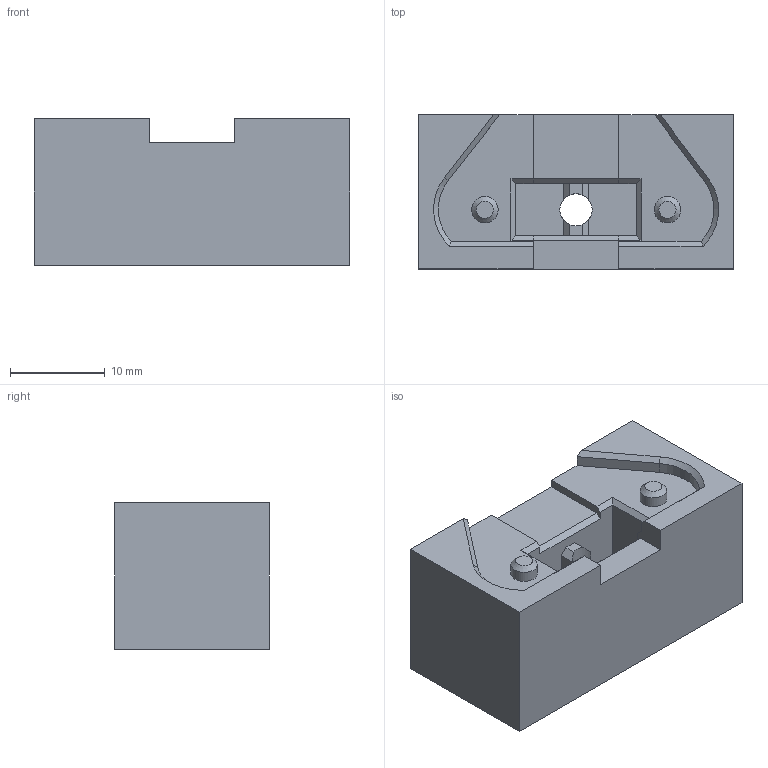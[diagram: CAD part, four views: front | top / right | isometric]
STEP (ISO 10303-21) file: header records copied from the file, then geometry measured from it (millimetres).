
FILE_DESCRIPTION(/* description */ (''),/* implementation_level */ '2;1');
FILE_NAME(/* name */ 'solder_jig.step',/* time_stamp */ '2023-03-02T21:43:22-08:00',/* author */ (''),/* organization */ (''),/* preprocessor_version */ 'ST-DEVELOPER v19.2',/* originating_system */ 'Autodesk Translation Framework v11.17.0.187',/* authorisation */ '');
FILE_SCHEMA (('AUTOMOTIVE_DESIGN { 1 0 10303 214 3 1 1 }'));
Length unit declared in the file: millimetre
Products named in the file (1): jig
Bounding box: 33.23 x 16.25 x 15.4 mm (x, y, z)
Volume: 6953.5 mm3; surface area: 3072 mm2
Topology: 1 solids, 1 shells, 59 faces, 157 edges, 101 vertices
Faces by surface type: plane 49, cone 5, cylinder 5
Full cylindrical faces by diameter (mm): 2.8 x2, 3.4 x1
Entity records: 1845 total; most frequent: CARTESIAN_POINT 324, ORIENTED_EDGE 314, DIRECTION 298, EDGE_CURVE 157, LINE 132, VECTOR 132, VERTEX_POINT 101, AXIS2_PLACEMENT_3D 83
